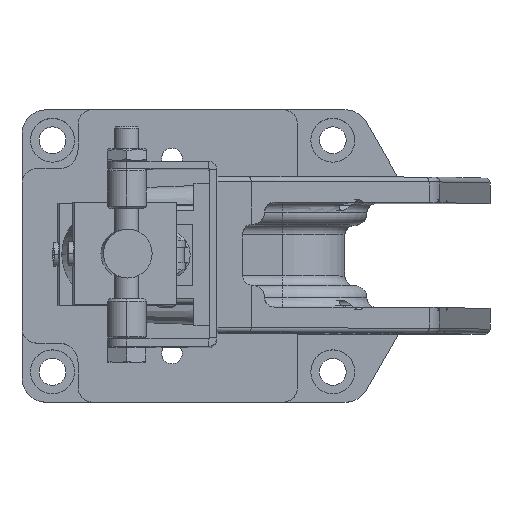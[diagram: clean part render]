
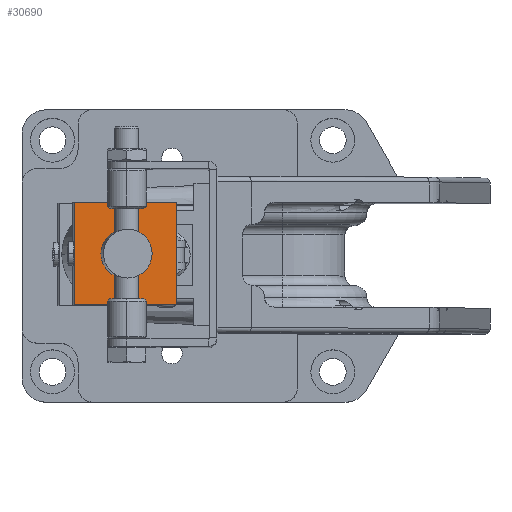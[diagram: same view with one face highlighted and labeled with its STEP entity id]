
A CAD part, top view. The second image highlights one B-rep face of the part: STEP entity #30690.
In plain terms, the highlighted face is planar.
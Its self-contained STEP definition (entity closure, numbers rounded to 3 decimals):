
#3914 = FACE_OUTER_BOUND ( 'NONE', #22395, .T. ) ;
#3920 = FACE_BOUND ( 'NONE', #22370, .T. ) ;
#5277 = ORIENTED_EDGE ( 'NONE', *, *, #52068, .T. ) ;
#5278 = ORIENTED_EDGE ( 'NONE', *, *, #52070, .F. ) ;
#5280 = ORIENTED_EDGE ( 'NONE', *, *, #52074, .F. ) ;
#5282 = ORIENTED_EDGE ( 'NONE', *, *, #52073, .T. ) ;
#5284 = ORIENTED_EDGE ( 'NONE', *, *, #52075, .F. ) ;
#5286 = ORIENTED_EDGE ( 'NONE', *, *, #25402, .F. ) ;
#6603 = AXIS2_PLACEMENT_3D ( 'NONE', #29288, #29289, #29290 ) ;
#7950 = VERTEX_POINT ( 'NONE', #27450 ) ;
#7951 = VERTEX_POINT ( 'NONE', #27451 ) ;
#8043 = VERTEX_POINT ( 'NONE', #27543 ) ;
#8045 = VERTEX_POINT ( 'NONE', #27545 ) ;
#8049 = VERTEX_POINT ( 'NONE', #27549 ) ;
#8051 = VERTEX_POINT ( 'NONE', #27551 ) ;
#11205 = CARTESIAN_POINT ( 'NONE',  ( 162., -21., -21. ) ) ;
#11226 = CARTESIAN_POINT ( 'NONE',  ( 162., 21., -21. ) ) ;
#11228 = DIRECTION ( 'NONE',  ( 0., 0., -1. ) ) ;
#11232 = DIRECTION ( 'NONE',  ( 0., -1., 0. ) ) ;
#11234 = CARTESIAN_POINT ( 'NONE',  ( 162., 21., 21. ) ) ;
#11239 = DIRECTION ( 'NONE',  ( 0., -1., 0. ) ) ;
#11240 = CARTESIAN_POINT ( 'NONE',  ( 162., 21., -21. ) ) ;
#11241 = DIRECTION ( 'NONE',  ( 0., 0., -1. ) ) ;
#11244 = CARTESIAN_POINT ( 'NONE',  ( 162., 0., 0. ) ) ;
#11245 = DIRECTION ( 'NONE',  ( 1., 0., 0. ) ) ;
#11246 = DIRECTION ( 'NONE',  ( 0., 0., 1. ) ) ;
#16953 = LINE ( 'NONE', #11205, #16962 ) ;
#16959 = LINE ( 'NONE', #11226, #16969 ) ;
#16962 = VECTOR ( 'NONE', #11228, 1000. ) ;
#16969 = VECTOR ( 'NONE', #11232, 1000. ) ;
#16971 = LINE ( 'NONE', #11234, #16976 ) ;
#16975 = LINE ( 'NONE', #11240, #16980 ) ;
#16976 = VECTOR ( 'NONE', #11239, 1000. ) ;
#16978 = CIRCLE ( 'NONE', #55868, 10. ) ;
#16980 = VECTOR ( 'NONE', #11241, 1000. ) ;
#22370 = EDGE_LOOP ( 'NONE', ( #5284, #5286 ) ) ;
#22395 = EDGE_LOOP ( 'NONE', ( #5277, #5278, #5280, #5282 ) ) ;
#25402 = EDGE_CURVE ( 'NONE', #7951, #7950, #36735, .T. ) ;
#27450 = CARTESIAN_POINT ( 'NONE',  ( 162., 0., 10. ) ) ;
#27451 = CARTESIAN_POINT ( 'NONE',  ( 162., 0., -10. ) ) ;
#27543 = CARTESIAN_POINT ( 'NONE',  ( 162., -21., 21. ) ) ;
#27545 = CARTESIAN_POINT ( 'NONE',  ( 162., 21., -21. ) ) ;
#27549 = CARTESIAN_POINT ( 'NONE',  ( 162., -21., -21. ) ) ;
#27551 = CARTESIAN_POINT ( 'NONE',  ( 162., 21., 21. ) ) ;
#29288 = CARTESIAN_POINT ( 'NONE',  ( 162., 0., 0. ) ) ;
#29289 = DIRECTION ( 'NONE',  ( 1., 0., 0. ) ) ;
#29290 = DIRECTION ( 'NONE',  ( 0., 0., 1. ) ) ;
#30690 = ADVANCED_FACE ( 'NONE', ( #3914, #3920 ), #49548, .F. ) ;
#36735 = CIRCLE ( 'NONE', #6603, 10. ) ;
#47073 = AXIS2_PLACEMENT_3D ( 'NONE', #49545, #49550, #49551 ) ;
#49545 = CARTESIAN_POINT ( 'NONE',  ( 162., 20., 0. ) ) ;
#49548 = PLANE ( 'NONE',  #47073 ) ;
#49550 = DIRECTION ( 'NONE',  ( -1., 0., 0. ) ) ;
#49551 = DIRECTION ( 'NONE',  ( 0., 0., 1. ) ) ;
#52068 = EDGE_CURVE ( 'NONE', #8043, #8049, #16953, .T. ) ;
#52070 = EDGE_CURVE ( 'NONE', #8045, #8049, #16959, .T. ) ;
#52073 = EDGE_CURVE ( 'NONE', #8051, #8043, #16971, .T. ) ;
#52074 = EDGE_CURVE ( 'NONE', #8051, #8045, #16975, .T. ) ;
#52075 = EDGE_CURVE ( 'NONE', #7950, #7951, #16978, .T. ) ;
#55868 = AXIS2_PLACEMENT_3D ( 'NONE', #11244, #11245, #11246 ) ;
